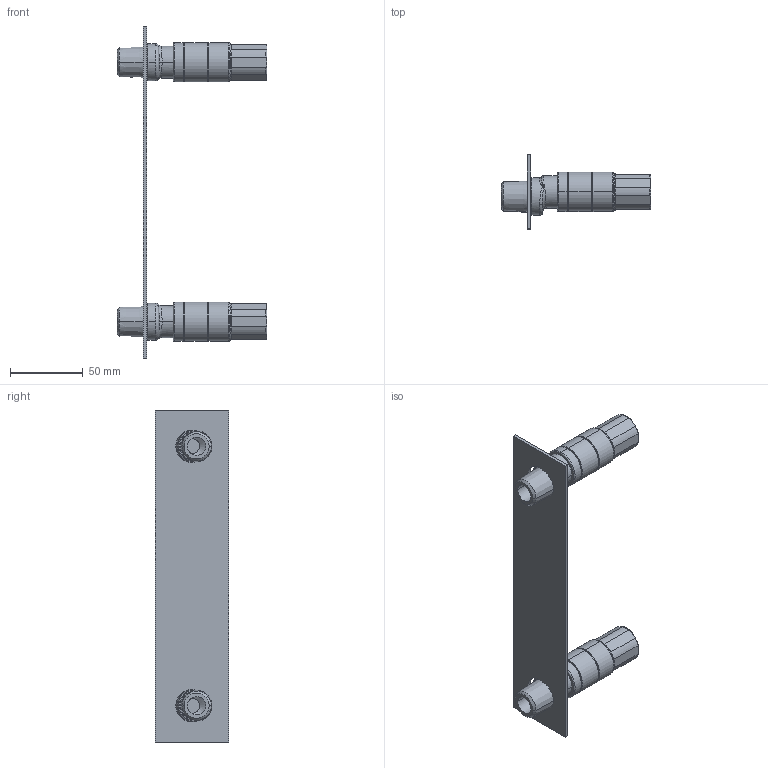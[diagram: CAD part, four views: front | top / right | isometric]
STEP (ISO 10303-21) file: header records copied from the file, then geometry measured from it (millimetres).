
FILE_DESCRIPTION((''),'2;1');
FILE_NAME('1-483','2025-04-21T20:32:39',('SwamiS'),(''),'CREO PARAMETRIC BY PTC INC, 2023134','CREO PARAMETRIC BY PTC INC, 2023134','');
FILE_SCHEMA(('CONFIG_CONTROL_DESIGN'));
Length unit declared in the file: inch
Products named in the file (1): 1-483
Bounding box: 102.87 x 50.8 x 228.6 mm (x, y, z)
Volume: 114369.6 mm3; surface area: 44174.5 mm2
Topology: 1 solids, 1 shells, 176 faces, 402 edges, 240 vertices
Faces by surface type: cylinder 54, plane 48, bspline 32, torus 24, cone 18
Entity records: 9592 total; most frequent: CARTESIAN_POINT 5714, DIRECTION 816, ORIENTED_EDGE 804, EDGE_CURVE 402, AXIS2_PLACEMENT_3D 354, VERTEX_POINT 240, CIRCLE 210, EDGE_LOOP 192
